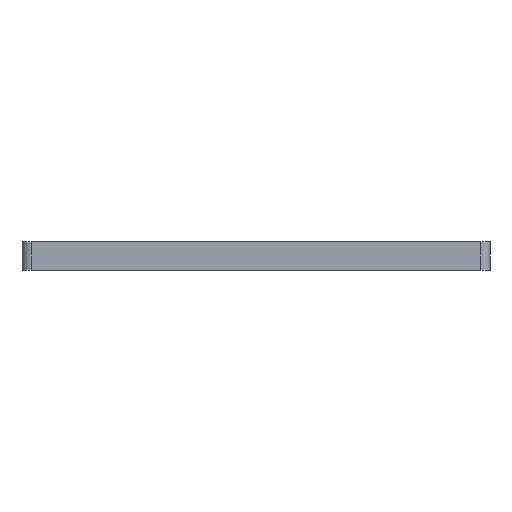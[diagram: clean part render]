
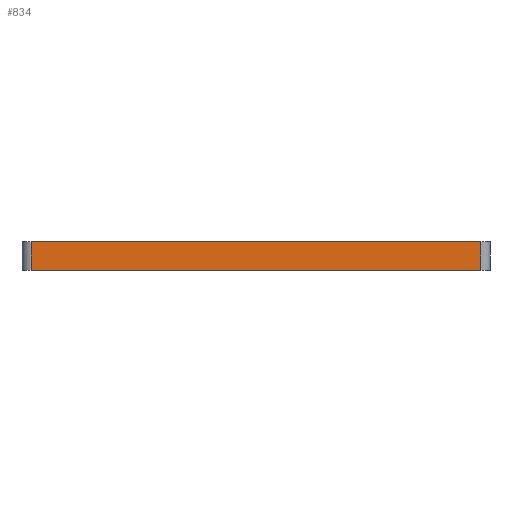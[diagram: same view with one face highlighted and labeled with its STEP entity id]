
A CAD part, left-side view. The second image highlights one B-rep face of the part: STEP entity #834.
In plain terms, the highlighted planar face has unit normal (-1, 0, 0).
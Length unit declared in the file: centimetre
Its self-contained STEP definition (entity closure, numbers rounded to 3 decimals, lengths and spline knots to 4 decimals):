
#152=VERTEX_POINT('',#1313);
#155=VERTEX_POINT('',#1318);
#158=VERTEX_POINT('',#1328);
#166=VERTEX_POINT('',#1347);
#232=VECTOR('',#1080,1.);
#236=VECTOR('',#1086,1.);
#241=VECTOR('',#1103,1.);
#253=VECTOR('',#1138,1.);
#312=LINE('',#1319,#232);
#316=LINE('',#1327,#236);
#321=LINE('',#1346,#241);
#333=LINE('',#1380,#253);
#422=EDGE_CURVE('',#155,#152,#312,.T.);
#426=EDGE_CURVE('',#158,#152,#316,.T.);
#436=EDGE_CURVE('',#158,#166,#321,.T.);
#453=EDGE_CURVE('',#155,#166,#333,.T.);
#650=ORIENTED_EDGE('',*,*,#422,.F.);
#651=ORIENTED_EDGE('',*,*,#453,.T.);
#652=ORIENTED_EDGE('',*,*,#436,.F.);
#653=ORIENTED_EDGE('',*,*,#426,.T.);
#738=EDGE_LOOP('',(#650,#651,#652,#653));
#788=FACE_BOUND('',#738,.T.);
#834=ADVANCED_FACE('',(#788),#1402,.T.);
#916=AXIS2_PLACEMENT_3D('',#1379,#1137,$);
#1080=DIRECTION('',(0.,0.,1.));
#1086=DIRECTION('',(0.,1.,0.));
#1103=DIRECTION('',(0.,0.,-1.));
#1137=DIRECTION('',(-1.,0.,0.));
#1138=DIRECTION('',(0.,-1.,0.));
#1313=CARTESIAN_POINT('',(0.,4.9,0.3));
#1318=CARTESIAN_POINT('',(0.,4.9,0.));
#1319=CARTESIAN_POINT('',(0.,4.9,0.));
#1327=CARTESIAN_POINT('',(0.,5.,0.3));
#1328=CARTESIAN_POINT('',(0.,0.1,0.3));
#1346=CARTESIAN_POINT('',(0.,0.1,0.));
#1347=CARTESIAN_POINT('',(0.,0.1,0.));
#1379=CARTESIAN_POINT('',(0.,2.5,0.));
#1380=CARTESIAN_POINT('',(0.,5.,0.));
#1402=PLANE('',#916);
